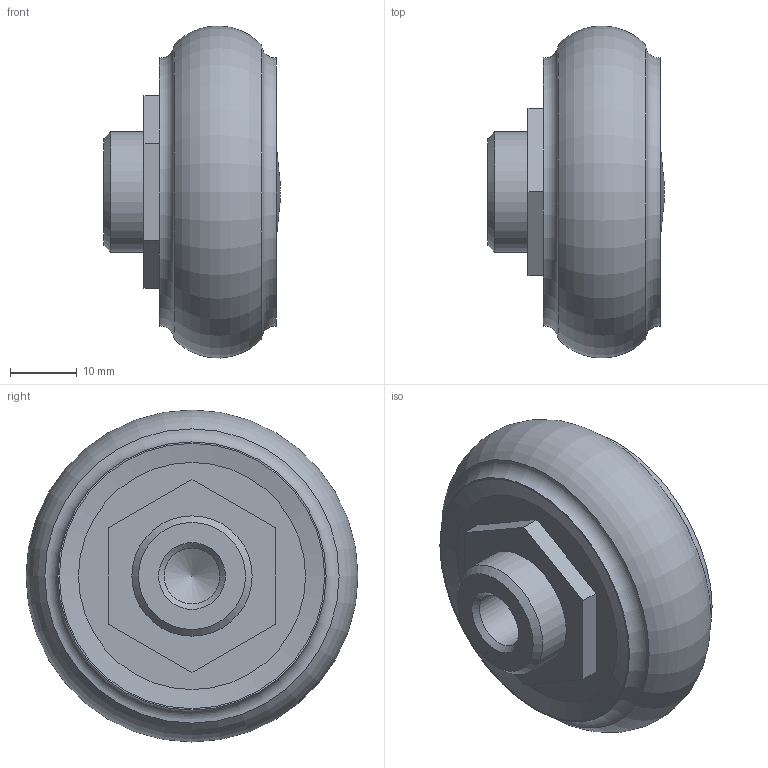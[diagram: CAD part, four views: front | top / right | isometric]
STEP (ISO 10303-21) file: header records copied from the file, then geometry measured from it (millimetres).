
FILE_DESCRIPTION(/* description */ ('STEP AP214'),/* implementation_level */ '2;1');
FILE_NAME(/* name */ 'CRPA63-2ZR',/* time_stamp */ '2024-08-06T11:33:50+02:00',/* author */ ('License CC BY-ND 4.0'),/* organization */ ('CADENAS'),/* preprocessor_version */ 'ST-DEVELOPER v19.3',/* originating_system */ 'PARTsolutions',/* authorisation */ ' ');
FILE_SCHEMA (('AUTOMOTIVE_DESIGN {1 0 10303 214 3 1 1}'));
Length unit declared in the file: millimetre
Products named in the file (1): CRPA63-2ZR
Bounding box: 26.37 x 49.69 x 49.69 mm (x, y, z)
Volume: 30432 mm3; surface area: 6707 mm2
Topology: 1 solids, 1 shells, 26 faces, 52 edges, 33 vertices
Faces by surface type: plane 13, cone 7, torus 3, cylinder 2, sphere 1
Full cylindrical faces by diameter (mm): 8.376 x1, 18 x1
Entity records: 620 total; most frequent: DIRECTION 108, CARTESIAN_POINT 95, ORIENTED_EDGE 72, FACE_BOUND 46, AXIS2_PLACEMENT_3D 45, EDGE_LOOP 44, EDGE_CURVE 36, VERTEX_POINT 32
